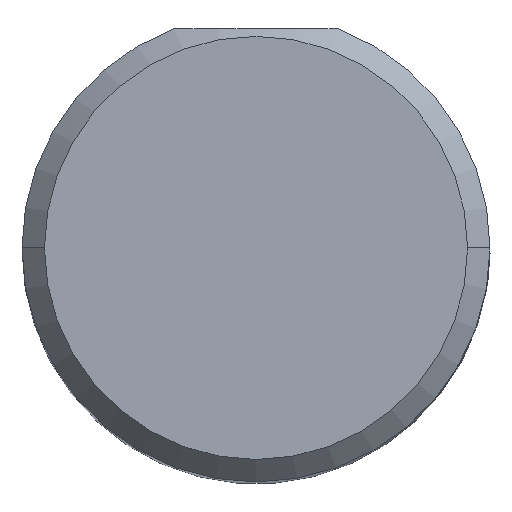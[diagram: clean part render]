
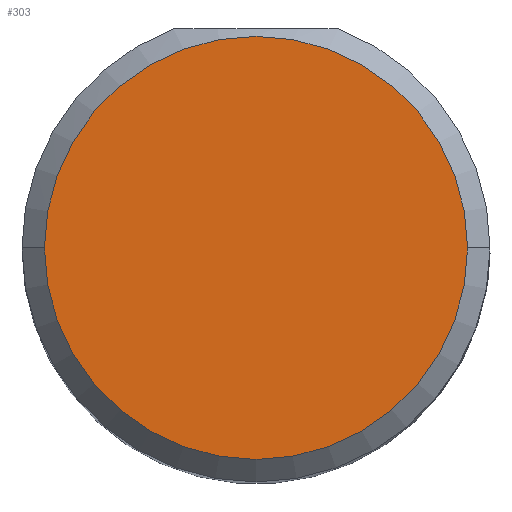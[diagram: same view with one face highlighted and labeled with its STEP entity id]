
A CAD part, top view. The second image highlights one B-rep face of the part: STEP entity #303.
In plain terms, the highlighted planar face has unit normal (0, 0, 1).
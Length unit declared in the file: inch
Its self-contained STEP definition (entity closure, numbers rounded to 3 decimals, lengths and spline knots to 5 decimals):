
#26 = EDGE_LOOP ( 'NONE', ( #491, #494 ) ) ;
#74 = DIRECTION ( 'NONE',  ( 0., 0., 1. ) ) ;
#80 = CARTESIAN_POINT ( 'NONE',  ( 0., 0., 2.5 ) ) ;
#82 = DIRECTION ( 'NONE',  ( 0., 0., 1. ) ) ;
#113 = DIRECTION ( 'NONE',  ( 0., 0., 1. ) ) ;
#148 = DIRECTION ( 'NONE',  ( 1., 0., 0. ) ) ;
#152 = AXIS2_PLACEMENT_3D ( 'NONE', #80, #74, #397 ) ;
#223 = EDGE_CURVE ( 'NONE', #388, #279, #250, .T. ) ;
#250 = CIRCLE ( 'NONE', #152, 0.14125 ) ;
#278 = FACE_OUTER_BOUND ( 'NONE', #26, .T. ) ;
#279 = VERTEX_POINT ( 'NONE', #433 ) ;
#280 = DIRECTION ( 'NONE',  ( 1., 0., 0. ) ) ;
#303 = ADVANCED_FACE ( 'NONE', ( #278 ), #321, .T. ) ;
#321 = PLANE ( 'NONE',  #364 ) ;
#327 = EDGE_CURVE ( 'NONE', #279, #388, #335, .T. ) ;
#335 = CIRCLE ( 'NONE', #429, 0.14125 ) ;
#364 = AXIS2_PLACEMENT_3D ( 'NONE', #487, #113, #280 ) ;
#388 = VERTEX_POINT ( 'NONE', #406 ) ;
#397 = DIRECTION ( 'NONE',  ( 1., 0., 0. ) ) ;
#406 = CARTESIAN_POINT ( 'NONE',  ( 0.14125, 0., 2.5 ) ) ;
#429 = AXIS2_PLACEMENT_3D ( 'NONE', #490, #82, #148 ) ;
#433 = CARTESIAN_POINT ( 'NONE',  ( -0.14125, 0., 2.5 ) ) ;
#487 = CARTESIAN_POINT ( 'NONE',  ( 0., 0., 2.5 ) ) ;
#490 = CARTESIAN_POINT ( 'NONE',  ( 0., 0., 2.5 ) ) ;
#491 = ORIENTED_EDGE ( 'NONE', *, *, #327, .T. ) ;
#494 = ORIENTED_EDGE ( 'NONE', *, *, #223, .T. ) ;
